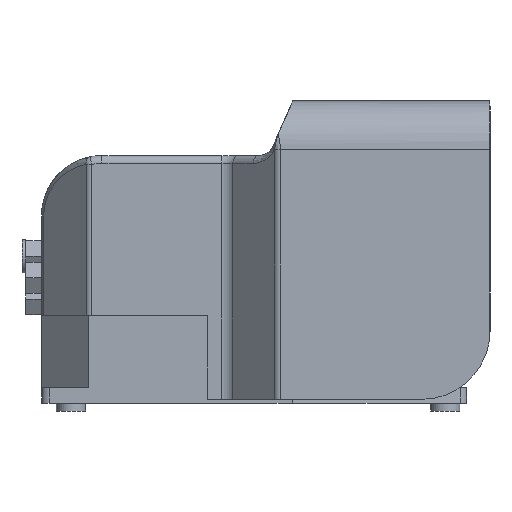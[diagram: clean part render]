
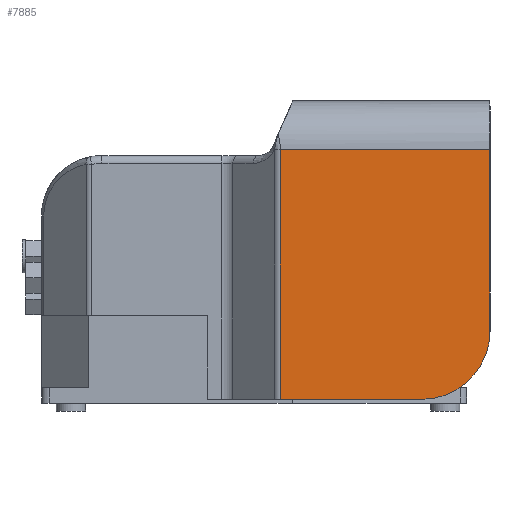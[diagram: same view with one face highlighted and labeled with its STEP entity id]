
A CAD part, front view. The second image highlights one B-rep face of the part: STEP entity #7885.
In plain terms, the highlighted planar face has unit normal (0, -1, 0).
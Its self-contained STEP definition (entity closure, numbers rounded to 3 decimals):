
#5441=CARTESIAN_POINT('',(80.0,-76.5,0.0));
#5442=VERTEX_POINT('',#5441);
#5449=CARTESIAN_POINT('',(7.446,-76.5,0.0));
#5450=VERTEX_POINT('',#5449);
#5451=CARTESIAN_POINT('',(7.446,-76.5,0.0));
#5452=DIRECTION('',(1.0,0.0,0.0));
#5453=VECTOR('',#5452,72.554);
#5454=LINE('',#5451,#5453);
#5455=EDGE_CURVE('',#5450,#5442,#5454,.T.);
#6722=CARTESIAN_POINT('',(115.0,-76.5,128.0));
#6723=VERTEX_POINT('',#6722);
#6731=CARTESIAN_POINT('',(115.0,-76.5,35.0));
#6732=VERTEX_POINT('',#6731);
#6733=CARTESIAN_POINT('',(115.0,-76.5,35.0));
#6734=DIRECTION('',(0.0,0.0,1.0));
#6735=VECTOR('',#6734,93.0);
#6736=LINE('',#6733,#6735);
#6737=EDGE_CURVE('',#6732,#6723,#6736,.T.);
#7703=CARTESIAN_POINT('',(7.446,-76.5,128.0));
#7704=VERTEX_POINT('',#7703);
#7736=CARTESIAN_POINT('',(7.446,-76.5,0.0));
#7737=DIRECTION('',(0.0,0.0,1.0));
#7738=VECTOR('',#7737,128.0);
#7739=LINE('',#7736,#7738);
#7740=EDGE_CURVE('',#5450,#7704,#7739,.T.);
#7813=CARTESIAN_POINT('',(80.0,-76.5,35.0));
#7814=DIRECTION('',(0.0,1.,0.0));
#7815=DIRECTION('',(0.707,0.0,-0.707));
#7816=AXIS2_PLACEMENT_3D('',#7813,#7814,#7815);
#7817=CIRCLE('',#7816,35.0);
#7818=EDGE_CURVE('',#6732,#5442,#7817,.T.);
#7860=CARTESIAN_POINT('',(7.446,-76.5,128.0));
#7861=DIRECTION('',(1.0,0.0,0.0));
#7862=VECTOR('',#7861,107.554);
#7863=LINE('',#7860,#7862);
#7864=EDGE_CURVE('',#7704,#6723,#7863,.T.);
#7873=CARTESIAN_POINT('',(115.0,-76.5,0.0));
#7874=DIRECTION('',(0.0,-1.0,0.0));
#7875=DIRECTION('',(0.0,0.0,-1.0));
#7876=AXIS2_PLACEMENT_3D('',#7873,#7874,#7875);
#7877=PLANE('',#7876);
#7878=ORIENTED_EDGE('',*,*,#7740,.F.);
#7879=ORIENTED_EDGE('',*,*,#5455,.T.);
#7880=ORIENTED_EDGE('',*,*,#7818,.F.);
#7881=ORIENTED_EDGE('',*,*,#6737,.T.);
#7882=ORIENTED_EDGE('',*,*,#7864,.F.);
#7883=EDGE_LOOP('',(#7878,#7879,#7880,#7881,#7882));
#7884=FACE_OUTER_BOUND('',#7883,.T.);
#7885=ADVANCED_FACE('',(#7884),#7877,.T.);
